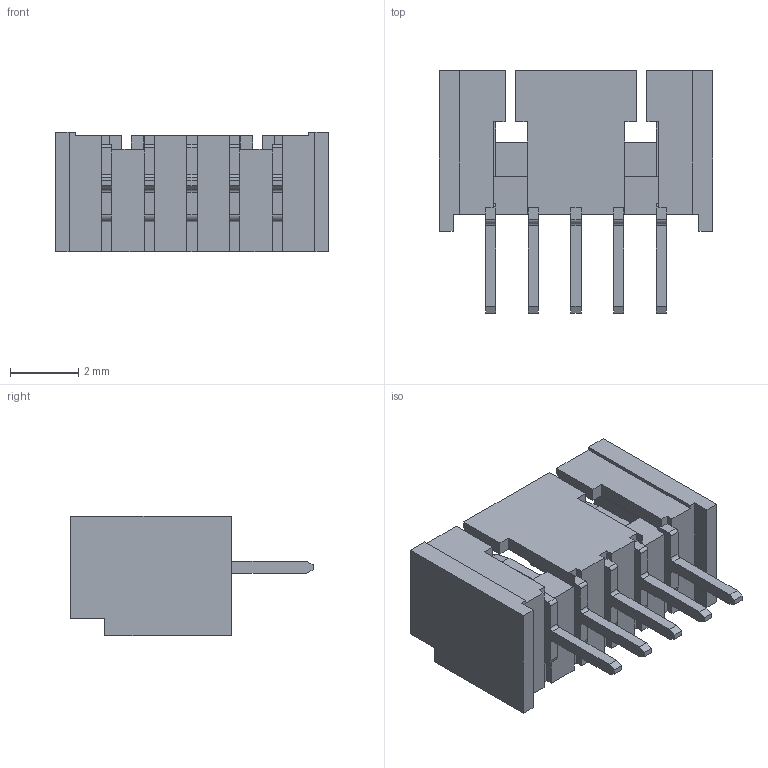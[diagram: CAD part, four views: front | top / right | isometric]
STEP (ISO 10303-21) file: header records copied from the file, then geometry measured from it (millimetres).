
FILE_DESCRIPTION((''),'2;1');
FILE_NAME('0001','2019-08-28T',('gongcheng6'),(''),'PRO/ENGINEER BY PARAMETRIC TECHNOLOGY CORPORATION, 2010280','PRO/ENGINEER BY PARAMETRIC TECHNOLOGY CORPORATION, 2010280','');
FILE_SCHEMA(('CONFIG_CONTROL_DESIGN'));
Length unit declared in the file: millimetre
Products named in the file (1): 0001
Bounding box: 8 x 7.1 x 3.5 mm (x, y, z)
Volume: 56.8 mm3; surface area: 240 mm2
Topology: 1 solids, 1 shells, 233 faces, 652 edges, 426 vertices
Faces by surface type: plane 196, cylinder 37
Entity records: 7450 total; most frequent: CARTESIAN_POINT 1451, ORIENTED_EDGE 1304, DIRECTION 1132, EDGE_CURVE 652, VECTOR 558, LINE 558, VERTEX_POINT 426, AXIS2_PLACEMENT_3D 287
